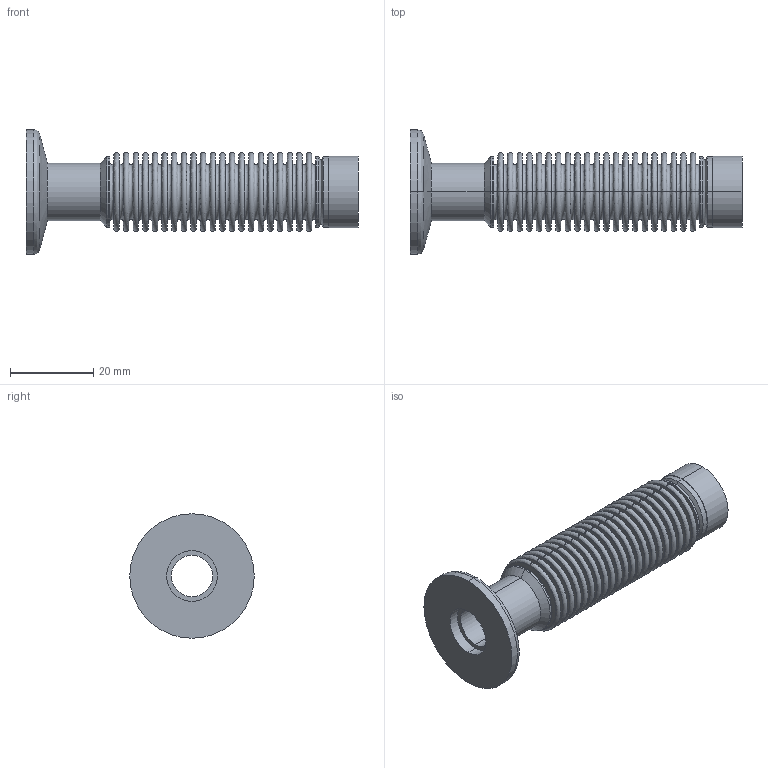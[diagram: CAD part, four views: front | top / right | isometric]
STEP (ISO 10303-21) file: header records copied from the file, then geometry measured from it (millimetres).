
FILE_DESCRIPTION( (''), '2;1');
FILE_NAME ('CAD716.5136.KP10_26480.stp','2017-01-24T16:46:56',(''),(''),'spGate 12.6.6','','');
FILE_SCHEMA (('AUTOMOTIVE_DESIGN'));
Length unit declared in the file: millimetre
Products named in the file (4): Assembly; KP10-1; KP10-2; KP10-3
Assembly tree (3 placements, depth 2):
  Assembly
    KP10-1
    KP10-2
    KP10-3
Bounding box: 80 x 30 x 30 mm (x, y, z)
Volume: 5719.6 mm3; surface area: 19631.9 mm2
Topology: 3 solids, 3 shells, 301 faces, 602 edges, 396 vertices
Faces by surface type: bspline 182, plane 95, cylinder 24
Entity records: 17168 total; most frequent: CARTESIAN_POINT 6279, ORIENTED_EDGE 1204, DIRECTION 1046, COLOUR_RGB 906, PRESENTATION_STYLE_ASSIGNMENT 906, STYLED_ITEM 906, EDGE_CURVE 602, DRAUGHTING_PRE_DEFINED_CURVE_FONT 602
